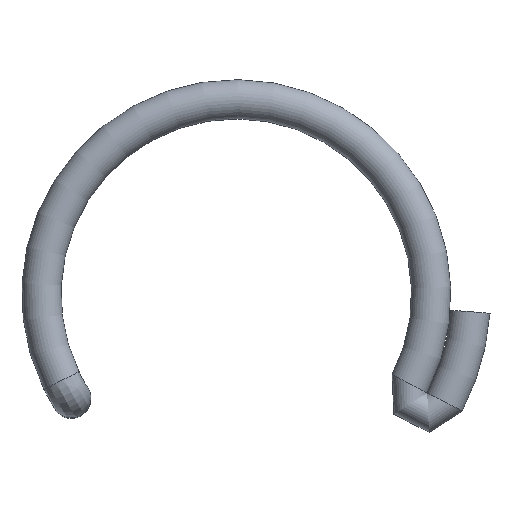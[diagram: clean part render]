
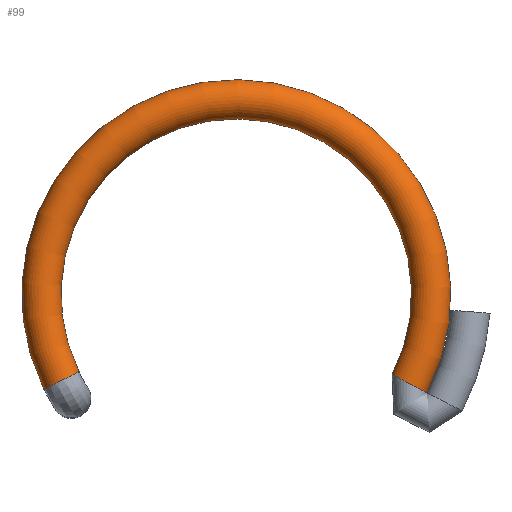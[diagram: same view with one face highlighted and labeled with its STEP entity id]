
A CAD part, top view. The second image highlights one B-rep face of the part: STEP entity #99.
In plain terms, the highlighted toroidal (fillet/blend) face has major radius 4.851 mm and minor radius 0.489 mm.
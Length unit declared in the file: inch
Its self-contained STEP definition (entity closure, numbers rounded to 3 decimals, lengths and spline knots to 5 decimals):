
#24=FACE_OUTER_BOUND('',#31,.T.);
#31=EDGE_LOOP('',(#77,#78,#79,#80,#81,#82));
#40=CIRCLE('',#132,0.01925);
#41=CIRCLE('',#133,0.01925);
#42=CIRCLE('',#135,0.17175);
#43=CIRCLE('',#136,0.01925);
#44=CIRCLE('',#137,0.01925);
#49=VERTEX_POINT('',#188);
#50=VERTEX_POINT('',#190);
#51=VERTEX_POINT('',#194);
#52=VERTEX_POINT('',#196);
#59=EDGE_CURVE('',#50,#49,#40,.T.);
#60=EDGE_CURVE('',#49,#50,#41,.T.);
#61=EDGE_CURVE('',#50,#51,#42,.T.);
#62=EDGE_CURVE('',#52,#51,#43,.T.);
#63=EDGE_CURVE('',#51,#52,#44,.T.);
#77=ORIENTED_EDGE('',*,*,#59,.T.);
#78=ORIENTED_EDGE('',*,*,#60,.T.);
#79=ORIENTED_EDGE('',*,*,#61,.T.);
#80=ORIENTED_EDGE('',*,*,#62,.F.);
#81=ORIENTED_EDGE('',*,*,#63,.F.);
#82=ORIENTED_EDGE('',*,*,#61,.F.);
#96=TOROIDAL_SURFACE('',#134,0.191,0.01925);
#99=ADVANCED_FACE('',(#24),#96,.T.);
#132=AXIS2_PLACEMENT_3D('',#191,#157,#158);
#133=AXIS2_PLACEMENT_3D('',#192,#159,#160);
#134=AXIS2_PLACEMENT_3D('',#193,#161,#162);
#135=AXIS2_PLACEMENT_3D('',#195,#163,#164);
#136=AXIS2_PLACEMENT_3D('',#197,#165,#166);
#137=AXIS2_PLACEMENT_3D('',#198,#167,#168);
#157=DIRECTION('center_axis',(0.459,0.888,0.));
#158=DIRECTION('ref_axis',(0.775,-0.401,-0.488));
#159=DIRECTION('center_axis',(0.459,0.888,0.));
#160=DIRECTION('ref_axis',(0.775,-0.401,-0.488));
#161=DIRECTION('center_axis',(0.,0.,-1.));
#162=DIRECTION('ref_axis',(0.009,1.,0.));
#163=DIRECTION('center_axis',(0.,0.,1.));
#164=DIRECTION('ref_axis',(0.009,1.,0.));
#165=DIRECTION('center_axis',(0.443,-0.897,0.));
#166=DIRECTION('ref_axis',(-0.783,-0.386,-0.488));
#167=DIRECTION('center_axis',(0.443,-0.897,0.));
#168=DIRECTION('ref_axis',(-0.783,-0.386,-0.488));
#188=CARTESIAN_POINT('',(0.18679,-0.09651,0.));
#190=CARTESIAN_POINT('',(0.15259,-0.07883,0.));
#191=CARTESIAN_POINT('Origin',(0.16969,-0.08767,0.));
#192=CARTESIAN_POINT('Origin',(0.16969,-0.08767,0.));
#193=CARTESIAN_POINT('Origin',(0.,0.,0.));
#194=CARTESIAN_POINT('',(-0.154,-0.07604,0.));
#195=CARTESIAN_POINT('Origin',(0.,0.,0.));
#196=CARTESIAN_POINT('',(-0.15619,-0.07713,0.0094));
#197=CARTESIAN_POINT('Origin',(-0.17126,-0.08457,0.));
#198=CARTESIAN_POINT('Origin',(-0.17126,-0.08457,0.));
